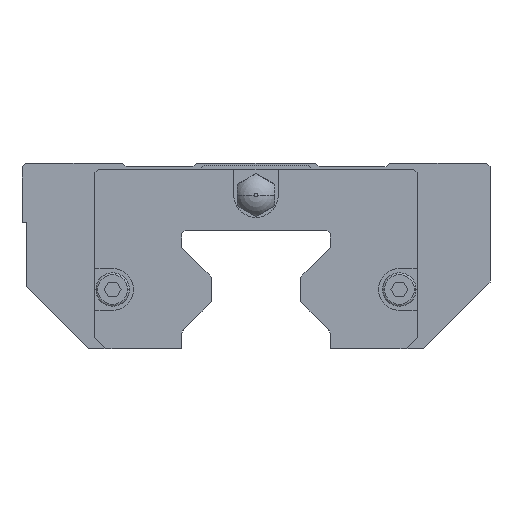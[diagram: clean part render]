
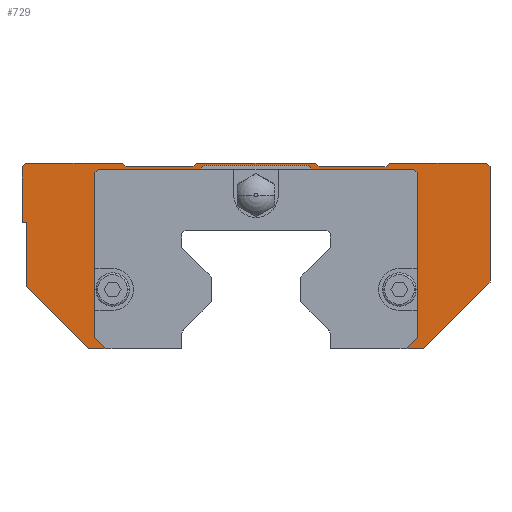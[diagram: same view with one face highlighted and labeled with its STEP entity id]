
A CAD part, front view. The second image highlights one B-rep face of the part: STEP entity #729.
In plain terms, the highlighted planar face has unit normal (0, -1, 0).
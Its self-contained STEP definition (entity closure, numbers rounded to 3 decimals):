
#729=ADVANCED_FACE('',(#1542),#1543,.T.);
#1542=FACE_OUTER_BOUND('',#2436,.T.);
#1543=PLANE('',#2437);
#2436=EDGE_LOOP('',(#4643,#4644,#4645,#4646,#4647,#4648,#4649,#4650,#4651,#4652,#4653,#4654,#4655,#4656,#4657,#4658,#4659,#4660,#4661,#4662,#4663,#4664,#4665,#4666,#4667,#4668,#4669,#4670,#4671,#4672,#4673,#4674,#4675,#4676));
#2437=AXIS2_PLACEMENT_3D('',#4677,#4678,#4679);
#4643=ORIENTED_EDGE('',*,*,#5978,.T.);
#4644=ORIENTED_EDGE('',*,*,#6023,.T.);
#4645=ORIENTED_EDGE('',*,*,#6091,.F.);
#4646=ORIENTED_EDGE('',*,*,#6110,.T.);
#4647=ORIENTED_EDGE('',*,*,#6111,.F.);
#4648=ORIENTED_EDGE('',*,*,#6112,.F.);
#4649=ORIENTED_EDGE('',*,*,#6113,.F.);
#4650=ORIENTED_EDGE('',*,*,#6114,.T.);
#4651=ORIENTED_EDGE('',*,*,#6115,.T.);
#4652=ORIENTED_EDGE('',*,*,#6100,.F.);
#4653=ORIENTED_EDGE('',*,*,#6097,.F.);
#4654=ORIENTED_EDGE('',*,*,#6093,.F.);
#4655=ORIENTED_EDGE('',*,*,#6104,.T.);
#4656=ORIENTED_EDGE('',*,*,#6116,.T.);
#4657=ORIENTED_EDGE('',*,*,#6117,.F.);
#4658=ORIENTED_EDGE('',*,*,#6118,.F.);
#4659=ORIENTED_EDGE('',*,*,#6107,.T.);
#4660=ORIENTED_EDGE('',*,*,#6119,.T.);
#4661=ORIENTED_EDGE('',*,*,#6120,.T.);
#4662=ORIENTED_EDGE('',*,*,#6121,.T.);
#4663=ORIENTED_EDGE('',*,*,#6079,.F.);
#4664=ORIENTED_EDGE('',*,*,#6028,.T.);
#4665=ORIENTED_EDGE('',*,*,#5975,.T.);
#4666=ORIENTED_EDGE('',*,*,#6014,.T.);
#4667=ORIENTED_EDGE('',*,*,#5998,.T.);
#4668=ORIENTED_EDGE('',*,*,#6002,.T.);
#4669=ORIENTED_EDGE('',*,*,#6004,.T.);
#4670=ORIENTED_EDGE('',*,*,#5984,.T.);
#4671=ORIENTED_EDGE('',*,*,#5992,.T.);
#4672=ORIENTED_EDGE('',*,*,#5987,.T.);
#4673=ORIENTED_EDGE('',*,*,#5995,.T.);
#4674=ORIENTED_EDGE('',*,*,#6007,.T.);
#4675=ORIENTED_EDGE('',*,*,#6010,.T.);
#4676=ORIENTED_EDGE('',*,*,#6012,.T.);
#4677=CARTESIAN_POINT('',(0.0,14.251,17.589));
#4678=DIRECTION('',(0.0,-1.0,0.0));
#4679=DIRECTION('',(1.0,0.0,0.0));
#5975=EDGE_CURVE('',#7366,#7368,#7370,.T.);
#5978=EDGE_CURVE('',#7374,#7372,#7375,.T.);
#5984=EDGE_CURVE('',#7378,#7382,#7384,.T.);
#5987=EDGE_CURVE('',#7388,#7386,#7389,.T.);
#5992=EDGE_CURVE('',#7382,#7388,#7395,.T.);
#5995=EDGE_CURVE('',#7386,#7397,#7399,.T.);
#5998=EDGE_CURVE('',#7403,#7401,#7404,.T.);
#6002=EDGE_CURVE('',#7401,#7407,#7409,.T.);
#6004=EDGE_CURVE('',#7407,#7378,#7411,.T.);
#6007=EDGE_CURVE('',#7397,#7413,#7415,.T.);
#6010=EDGE_CURVE('',#7413,#7417,#7419,.T.);
#6012=EDGE_CURVE('',#7417,#7374,#7421,.T.);
#6014=EDGE_CURVE('',#7368,#7403,#7423,.T.);
#6023=EDGE_CURVE('',#7372,#7432,#7433,.T.);
#6028=EDGE_CURVE('',#7439,#7366,#7440,.T.);
#6079=EDGE_CURVE('',#7439,#7511,#7512,.T.);
#6091=EDGE_CURVE('',#7527,#7432,#7529,.T.);
#6093=EDGE_CURVE('',#7531,#7532,#7533,.T.);
#6097=EDGE_CURVE('',#7532,#7537,#7538,.T.);
#6100=EDGE_CURVE('',#7537,#7541,#7542,.T.);
#6104=EDGE_CURVE('',#7531,#7545,#7547,.T.);
#6107=EDGE_CURVE('',#7551,#7549,#7552,.T.);
#6110=EDGE_CURVE('',#7527,#7555,#7556,.T.);
#6111=EDGE_CURVE('',#7557,#7555,#7558,.T.);
#6112=EDGE_CURVE('',#7559,#7557,#7560,.T.);
#6113=EDGE_CURVE('',#7561,#7559,#7562,.T.);
#6114=EDGE_CURVE('',#7561,#7563,#7564,.T.);
#6115=EDGE_CURVE('',#7563,#7541,#7565,.T.);
#6116=EDGE_CURVE('',#7545,#7566,#7567,.T.);
#6117=EDGE_CURVE('',#7568,#7566,#7569,.T.);
#6118=EDGE_CURVE('',#7551,#7568,#7570,.T.);
#6119=EDGE_CURVE('',#7549,#7571,#7572,.T.);
#6120=EDGE_CURVE('',#7571,#7573,#7574,.T.);
#6121=EDGE_CURVE('',#7573,#7511,#7575,.T.);
#7366=VERTEX_POINT('',#9294);
#7368=VERTEX_POINT('',#9297);
#7370=LINE('',#9300,#9301);
#7372=VERTEX_POINT('',#9303);
#7374=VERTEX_POINT('',#9306);
#7375=LINE('',#9307,#9308);
#7378=VERTEX_POINT('',#9312);
#7382=VERTEX_POINT('',#9318);
#7384=LINE('',#9321,#9322);
#7386=VERTEX_POINT('',#9324);
#7388=VERTEX_POINT('',#9327);
#7389=LINE('',#9328,#9329);
#7395=LINE('',#9338,#9339);
#7397=VERTEX_POINT('',#9341);
#7399=LINE('',#9344,#9345);
#7401=VERTEX_POINT('',#9347);
#7403=VERTEX_POINT('',#9350);
#7404=LINE('',#9351,#9352);
#7407=VERTEX_POINT('',#9356);
#7409=LINE('',#9359,#9360);
#7411=LINE('',#9362,#9363);
#7413=VERTEX_POINT('',#9365);
#7415=LINE('',#9368,#9369);
#7417=VERTEX_POINT('',#9371);
#7419=LINE('',#9374,#9375);
#7421=LINE('',#9377,#9378);
#7423=LINE('',#9380,#9381);
#7432=VERTEX_POINT('',#9390);
#7433=LINE('',#9391,#9392);
#7439=VERTEX_POINT('',#9401);
#7440=LINE('',#9402,#9403);
#7511=VERTEX_POINT('',#9508);
#7512=LINE('',#9509,#9510);
#7527=VERTEX_POINT('',#9530);
#7529=LINE('',#9533,#9534);
#7531=VERTEX_POINT('',#9536);
#7532=VERTEX_POINT('',#9537);
#7533=LINE('',#9538,#9539);
#7537=VERTEX_POINT('',#9545);
#7538=LINE('',#9546,#9547);
#7541=VERTEX_POINT('',#9551);
#7542=LINE('',#9552,#9553);
#7545=VERTEX_POINT('',#9557);
#7547=LINE('',#9560,#9561);
#7549=VERTEX_POINT('',#9563);
#7551=VERTEX_POINT('',#9566);
#7552=LINE('',#9567,#9568);
#7555=VERTEX_POINT('',#9572);
#7556=LINE('',#9573,#9574);
#7557=VERTEX_POINT('',#9575);
#7558=LINE('',#9576,#9577);
#7559=VERTEX_POINT('',#9578);
#7560=LINE('',#9579,#9580);
#7561=VERTEX_POINT('',#9581);
#7562=LINE('',#9582,#9583);
#7563=VERTEX_POINT('',#9584);
#7564=LINE('',#9585,#9586);
#7565=LINE('',#9587,#9588);
#7566=VERTEX_POINT('',#9589);
#7567=LINE('',#9590,#9591);
#7568=VERTEX_POINT('',#9592);
#7569=LINE('',#9593,#9594);
#7570=LINE('',#9595,#9596);
#7571=VERTEX_POINT('',#9597);
#7572=LINE('',#9598,#9599);
#7573=VERTEX_POINT('',#9600);
#7574=LINE('',#9601,#9602);
#7575=LINE('',#9603,#9604);
#9294=CARTESIAN_POINT('',(-10.,14.251,5.005));
#9297=CARTESIAN_POINT('',(-20.195,14.251,5.005));
#9300=CARTESIAN_POINT('',(0.0,14.251,5.005));
#9301=VECTOR('',#10713,1.0);
#9303=CARTESIAN_POINT('',(10.0,14.251,5.005));
#9306=CARTESIAN_POINT('',(20.195,14.251,5.005));
#9307=CARTESIAN_POINT('',(0.0,14.251,5.005));
#9308=VECTOR('',#10715,1.0);
#9312=CARTESIAN_POINT('',(-7.495,14.251,29.195));
#9318=CARTESIAN_POINT('',(-7.0,14.251,29.69));
#9321=CARTESIAN_POINT('',(-8.4,14.251,28.29));
#9322=VECTOR('',#10720,1.0);
#9324=CARTESIAN_POINT('',(7.495,14.251,29.195));
#9327=CARTESIAN_POINT('',(7.0,14.251,29.69));
#9328=CARTESIAN_POINT('',(8.4,14.251,28.29));
#9329=VECTOR('',#10722,1.0);
#9338=CARTESIAN_POINT('',(0.0,14.251,29.69));
#9339=VECTOR('',#10726,1.0);
#9341=CARTESIAN_POINT('',(21.195,14.251,29.195));
#9344=CARTESIAN_POINT('',(0.0,14.251,29.195));
#9345=VECTOR('',#10728,1.0);
#9347=CARTESIAN_POINT('',(-21.695,14.251,28.695));
#9350=CARTESIAN_POINT('',(-21.695,14.251,6.505));
#9351=CARTESIAN_POINT('',(-21.695,14.251,17.595));
#9352=VECTOR('',#10730,1.0);
#9356=CARTESIAN_POINT('',(-21.195,14.251,29.195));
#9359=CARTESIAN_POINT('',(-18.923,14.251,31.467));
#9360=VECTOR('',#10733,1.0);
#9362=CARTESIAN_POINT('',(0.0,14.251,29.195));
#9363=VECTOR('',#10734,1.0);
#9365=CARTESIAN_POINT('',(21.695,14.251,28.695));
#9368=CARTESIAN_POINT('',(18.923,14.251,31.467));
#9369=VECTOR('',#10736,1.0);
#9371=CARTESIAN_POINT('',(21.695,14.251,6.505));
#9374=CARTESIAN_POINT('',(21.695,14.251,17.595));
#9375=VECTOR('',#10738,1.0);
#9377=CARTESIAN_POINT('',(18.667,14.251,3.477));
#9378=VECTOR('',#10739,1.0);
#9380=CARTESIAN_POINT('',(-18.667,14.251,3.477));
#9381=VECTOR('',#10740,1.0);
#9390=CARTESIAN_POINT('',(10.0,14.251,5.0));
#9391=CARTESIAN_POINT('',(10.0,14.251,10.782));
#9392=VECTOR('',#10753,1.0);
#9401=CARTESIAN_POINT('',(-10.,14.251,5.0));
#9402=CARTESIAN_POINT('',(-10.,14.251,10.782));
#9403=VECTOR('',#10757,1.0);
#9508=CARTESIAN_POINT('',(-22.5,14.251,5.0));
#9509=CARTESIAN_POINT('',(30.0,14.251,5.0));
#9510=VECTOR('',#10795,1.0);
#9530=CARTESIAN_POINT('',(22.5,14.251,5.0));
#9533=CARTESIAN_POINT('',(30.0,14.251,5.0));
#9534=VECTOR('',#10814,1.0);
#9536=CARTESIAN_POINT('',(-8.5,14.251,29.5));
#9537=CARTESIAN_POINT('',(-8.0,14.251,30.0));
#9538=CARTESIAN_POINT('',(-8.0,14.251,30.0));
#9539=VECTOR('',#10815,1.0);
#9545=CARTESIAN_POINT('',(8.0,14.251,30.0));
#9546=CARTESIAN_POINT('',(8.0,14.251,30.0));
#9547=VECTOR('',#10818,1.0);
#9551=CARTESIAN_POINT('',(8.5,14.251,29.5));
#9552=CARTESIAN_POINT('',(8.5,14.251,29.5));
#9553=VECTOR('',#10820,1.0);
#9557=CARTESIAN_POINT('',(-17.5,14.251,29.5));
#9560=CARTESIAN_POINT('',(0.0,14.251,29.5));
#9561=VECTOR('',#10823,1.0);
#9563=CARTESIAN_POINT('',(-31.5,14.251,22.0));
#9566=CARTESIAN_POINT('',(-31.5,14.251,29.5));
#9567=CARTESIAN_POINT('',(-31.5,14.251,21.545));
#9568=VECTOR('',#10825,1.0);
#9572=CARTESIAN_POINT('',(31.5,14.251,14.0));
#9573=CARTESIAN_POINT('',(22.272,14.251,4.772));
#9574=VECTOR('',#10827,1.0);
#9575=CARTESIAN_POINT('',(31.5,14.251,29.5));
#9576=CARTESIAN_POINT('',(31.5,14.251,29.5));
#9577=VECTOR('',#10828,1.0);
#9578=CARTESIAN_POINT('',(31.0,14.251,30.0));
#9579=CARTESIAN_POINT('',(31.0,14.251,30.0));
#9580=VECTOR('',#10829,1.0);
#9581=CARTESIAN_POINT('',(18.0,14.251,30.0));
#9582=CARTESIAN_POINT('',(-31.0,14.251,30.0));
#9583=VECTOR('',#10830,1.0);
#9584=CARTESIAN_POINT('',(17.5,14.251,29.5));
#9585=CARTESIAN_POINT('',(10.272,14.251,22.272));
#9586=VECTOR('',#10831,1.0);
#9587=CARTESIAN_POINT('',(0.0,14.251,29.5));
#9588=VECTOR('',#10832,1.0);
#9589=CARTESIAN_POINT('',(-18.0,14.251,30.0));
#9590=CARTESIAN_POINT('',(-10.272,14.251,22.272));
#9591=VECTOR('',#10833,1.0);
#9592=CARTESIAN_POINT('',(-31.0,14.251,30.0));
#9593=CARTESIAN_POINT('',(-31.0,14.251,30.0));
#9594=VECTOR('',#10834,1.0);
#9595=CARTESIAN_POINT('',(-31.5,14.251,29.5));
#9596=VECTOR('',#10835,1.0);
#9597=CARTESIAN_POINT('',(-30.85,14.251,22.0));
#9598=CARTESIAN_POINT('',(-23.3,14.251,22.0));
#9599=VECTOR('',#10836,1.0);
#9600=CARTESIAN_POINT('',(-30.85,14.251,13.35));
#9601=CARTESIAN_POINT('',(-30.85,14.251,12.295));
#9602=VECTOR('',#10837,1.0);
#9603=CARTESIAN_POINT('',(-22.272,14.251,4.772));
#9604=VECTOR('',#10838,1.0);
#10713=DIRECTION('',(-1.0,-0.0,-0.0));
#10715=DIRECTION('',(-1.0,-0.0,-0.0));
#10720=DIRECTION('',(0.707,0.0,0.707));
#10722=DIRECTION('',(0.707,0.0,-0.707));
#10726=DIRECTION('',(1.0,0.0,-0.0));
#10728=DIRECTION('',(1.0,0.0,-0.0));
#10730=DIRECTION('',(0.0,0.0,1.0));
#10733=DIRECTION('',(0.707,0.0,0.707));
#10734=DIRECTION('',(1.0,0.0,-0.0));
#10736=DIRECTION('',(0.707,0.0,-0.707));
#10738=DIRECTION('',(0.0,0.0,-1.0));
#10739=DIRECTION('',(-0.707,-0.0,-0.707));
#10740=DIRECTION('',(-0.707,0.0,0.707));
#10753=DIRECTION('',(0.0,0.0,-1.0));
#10757=DIRECTION('',(0.0,0.0,1.0));
#10795=DIRECTION('',(-1.0,0.0,0.0));
#10814=DIRECTION('',(-1.0,0.0,0.0));
#10815=DIRECTION('',(0.707,0.0,0.707));
#10818=DIRECTION('',(1.0,0.0,0.0));
#10820=DIRECTION('',(0.707,0.0,-0.707));
#10823=DIRECTION('',(-1.0,-0.0,-0.0));
#10825=DIRECTION('',(-0.0,-0.0,-1.0));
#10827=DIRECTION('',(0.707,0.0,0.707));
#10828=DIRECTION('',(0.0,0.0,-1.0));
#10829=DIRECTION('',(0.707,0.0,-0.707));
#10830=DIRECTION('',(1.0,0.0,0.0));
#10831=DIRECTION('',(-0.707,-0.0,-0.707));
#10832=DIRECTION('',(-1.0,-0.0,-0.0));
#10833=DIRECTION('',(-0.707,0.0,0.707));
#10834=DIRECTION('',(1.0,0.0,0.0));
#10835=DIRECTION('',(0.707,0.0,0.707));
#10836=DIRECTION('',(1.0,0.0,-0.0));
#10837=DIRECTION('',(-0.0,-0.0,-1.0));
#10838=DIRECTION('',(0.707,0.0,-0.707));
